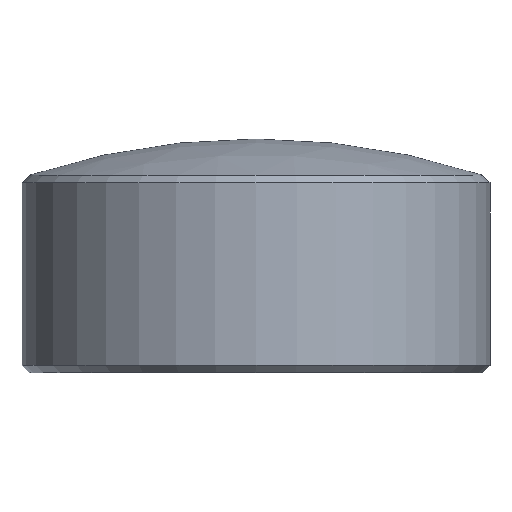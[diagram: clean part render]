
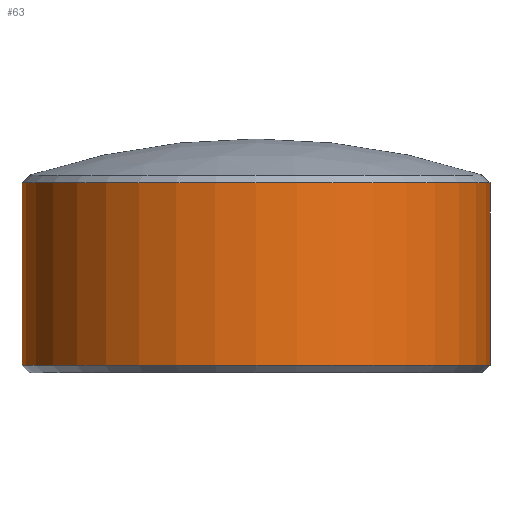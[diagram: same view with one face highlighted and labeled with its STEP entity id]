
A CAD part, left-side view. The second image highlights one B-rep face of the part: STEP entity #63.
In plain terms, the highlighted cylindrical face has radius 1.5 mm (diameter 3 mm), a partial arc.
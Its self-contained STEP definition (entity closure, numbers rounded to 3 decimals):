
#9 = VERTEX_POINT ( 'NONE', #236 ) ;
#10 = EDGE_CURVE ( 'NONE', #215, #9, #269, .T. ) ;
#15 = FACE_OUTER_BOUND ( 'NONE', #209, .T. ) ;
#19 = DIRECTION ( 'NONE',  ( 0., 1., 0. ) ) ;
#22 = LINE ( 'NONE', #88, #208 ) ;
#26 = DIRECTION ( 'NONE',  ( 0., 0., 1. ) ) ;
#33 = VECTOR ( 'NONE', #66, 1000. ) ;
#35 = EDGE_CURVE ( 'NONE', #227, #235, #22, .T. ) ;
#45 = DIRECTION ( 'NONE',  ( 0., 0., -1. ) ) ;
#63 = ADVANCED_FACE ( 'NONE', ( #15 ), #78, .T. ) ;
#66 = DIRECTION ( 'NONE',  ( 0., 0., -1. ) ) ;
#70 = CARTESIAN_POINT ( 'NONE',  ( 0.805, -0.188, 1.941 ) ) ;
#71 = EDGE_CURVE ( 'NONE', #227, #215, #198, .T. ) ;
#73 = CIRCLE ( 'NONE', #248, 1.5 ) ;
#78 = CYLINDRICAL_SURFACE ( 'NONE', #179, 1.5 ) ;
#80 = AXIS2_PLACEMENT_3D ( 'NONE', #162, #200, #19 ) ;
#88 = CARTESIAN_POINT ( 'NONE',  ( 0.805, -0.188, 1.891 ) ) ;
#97 = DIRECTION ( 'NONE',  ( 0., 1., 0. ) ) ;
#119 = DIRECTION ( 'NONE',  ( 0., 1., 0. ) ) ;
#127 = ORIENTED_EDGE ( 'NONE', *, *, #10, .T. ) ;
#162 = CARTESIAN_POINT ( 'NONE',  ( 0.805, 1.312, 3.109 ) ) ;
#166 = ORIENTED_EDGE ( 'NONE', *, *, #71, .T. ) ;
#168 = CARTESIAN_POINT ( 'NONE',  ( 0.805, 1.312, 1.941 ) ) ;
#171 = ORIENTED_EDGE ( 'NONE', *, *, #219, .T. ) ;
#179 = AXIS2_PLACEMENT_3D ( 'NONE', #218, #181, #119 ) ;
#181 = DIRECTION ( 'NONE',  ( 0., 0., -1. ) ) ;
#197 = CARTESIAN_POINT ( 'NONE',  ( 0.805, 2.812, 1.891 ) ) ;
#198 = CIRCLE ( 'NONE', #80, 1.5 ) ;
#200 = DIRECTION ( 'NONE',  ( 0., 0., -1. ) ) ;
#202 = CARTESIAN_POINT ( 'NONE',  ( 0.805, 2.812, 3.109 ) ) ;
#208 = VECTOR ( 'NONE', #45, 1000. ) ;
#209 = EDGE_LOOP ( 'NONE', ( #224, #166, #127, #171 ) ) ;
#215 = VERTEX_POINT ( 'NONE', #202 ) ;
#218 = CARTESIAN_POINT ( 'NONE',  ( 0.805, 1.312, 1.891 ) ) ;
#219 = EDGE_CURVE ( 'NONE', #9, #235, #73, .T. ) ;
#224 = ORIENTED_EDGE ( 'NONE', *, *, #35, .F. ) ;
#227 = VERTEX_POINT ( 'NONE', #242 ) ;
#235 = VERTEX_POINT ( 'NONE', #70 ) ;
#236 = CARTESIAN_POINT ( 'NONE',  ( 0.805, 2.812, 1.941 ) ) ;
#242 = CARTESIAN_POINT ( 'NONE',  ( 0.805, -0.188, 3.109 ) ) ;
#248 = AXIS2_PLACEMENT_3D ( 'NONE', #168, #26, #97 ) ;
#269 = LINE ( 'NONE', #197, #33 ) ;
